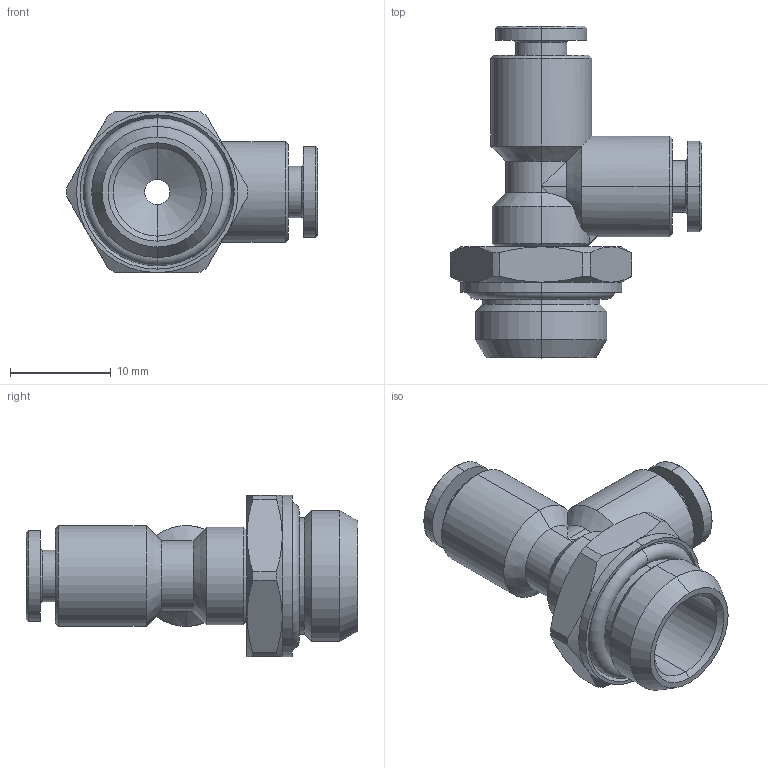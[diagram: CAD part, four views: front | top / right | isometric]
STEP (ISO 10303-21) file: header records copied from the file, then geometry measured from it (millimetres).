
FILE_DESCRIPTION (( 'STEP AP203' ), '1' );
FILE_NAME ('B0140012.STEP', '2012-08-24T09:44:27', ( '' ), ( 'sopra-pneumatic' ), 'SwSTEP 2.0', 'SolidWorks 2011', '' );
FILE_SCHEMA (( 'CONFIG_CONTROL_DESIGN' ));
Length unit declared in the file: millimetre
Products named in the file (1): B0140012
Bounding box: 24.9 x 32.9 x 16 mm (x, y, z)
Volume: 3037.4 mm3; surface area: 3097.7 mm2
Topology: 2 solids, 2 shells, 140 faces, 322 edges, 191 vertices
Faces by surface type: cone 53, cylinder 52, plane 30, torus 4, bspline 1
Entity records: 4251 total; most frequent: CARTESIAN_POINT 1014, DIRECTION 701, ORIENTED_EDGE 640, EDGE_CURVE 320, AXIS2_PLACEMENT_3D 292, VERTEX_POINT 191, EDGE_LOOP 153, CIRCLE 152
